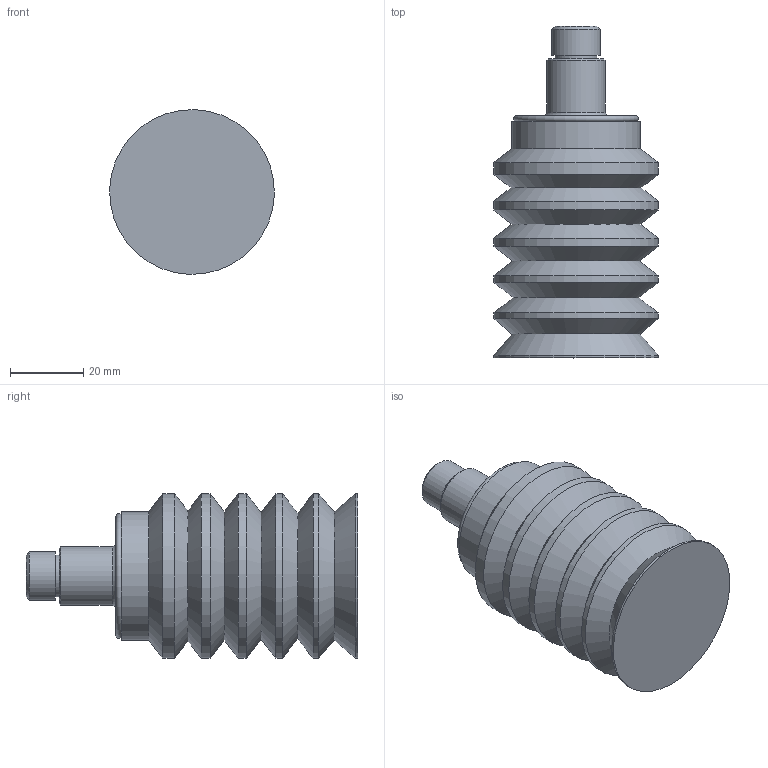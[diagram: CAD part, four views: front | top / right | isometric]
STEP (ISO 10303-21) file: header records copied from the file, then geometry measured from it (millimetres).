
FILE_DESCRIPTION(/* description */ (''),/* implementation_level */ '2;1');
FILE_NAME(/* name */ 'vf45-5sb_rac19r1-4m.stp',/* time_stamp */ '2020-09-23T09:24:05+02:00',/* author */ ('enginyeria'),/* organization */ (''),/* preprocessor_version */ 'ST-DEVELOPER v17.2',/* originating_system */ 'Autodesk Inventor 2019',/* authorisation */ '');
FILE_SCHEMA (('CONFIG_CONTROL_DESIGN'));
Length unit declared in the file: millimetre
Products named in the file (1): vf45-5sb_rac19r1-4m
Bounding box: 44.99 x 90.6 x 44.99 mm (x, y, z)
Volume: 86265.1 mm3; surface area: 16735.8 mm2
Topology: 1 solids, 2 shells, 37 faces, 97 edges, 69 vertices
Faces by surface type: cone 14, cylinder 12, plane 9, torus 2
Full cylindrical faces by diameter (mm): 7.5 x1, 11.445 x1, 13.157 x1, 16 x1, 22.5 x1, 35 x1, 45 x6
Entity records: 1296 total; most frequent: DIRECTION 244, CARTESIAN_POINT 204, ORIENTED_EDGE 194, AXIS2_PLACEMENT_3D 109, EDGE_CURVE 97, CIRCLE 71, VERTEX_POINT 69, EDGE_LOOP 42
